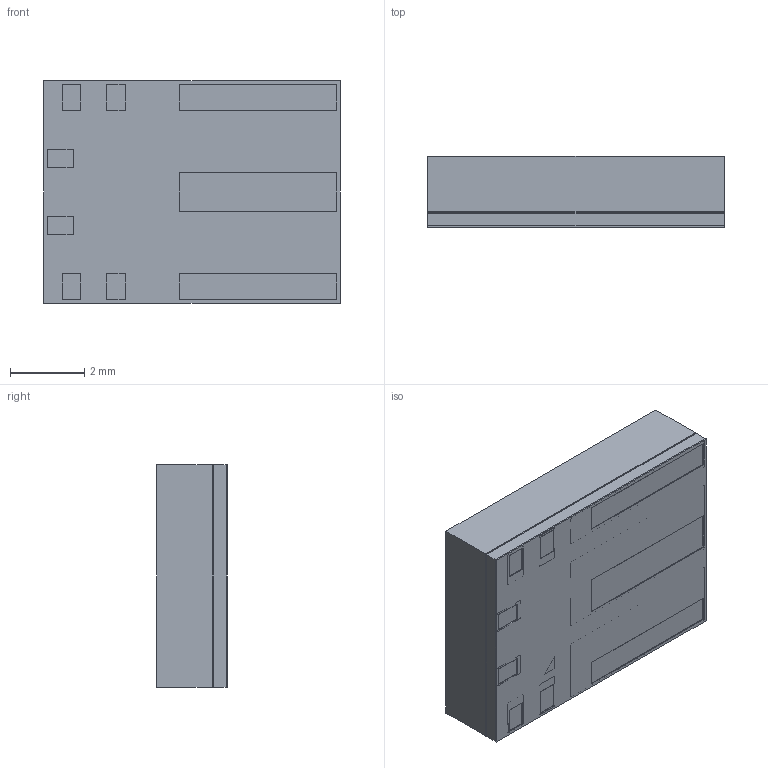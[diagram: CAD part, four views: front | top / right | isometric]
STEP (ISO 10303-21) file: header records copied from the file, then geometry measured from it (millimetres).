
FILE_DESCRIPTION((''),'2;1');
FILE_NAME('MOF0009A_ASM','2014-06-20T',('a0412025'),(''),'PRO/ENGINEER BY PARAMETRIC TECHNOLOGY CORPORATION, 2011490','PRO/ENGINEER BY PARAMETRIC TECHNOLOGY CORPORATION, 2011490','');
FILE_SCHEMA(('AUTOMOTIVE_DESIGN_CC2 { 1 2 10303 214 -1 1 5 2 }'));
Length unit declared in the file: millimetre
Products named in the file (7): METAL-LAYER4; SMASK-BTM; SUBSTRATE-GAN5200; METAL-LAYER1; SMASK-TOP; MOLD-SIPMOD; MOF0009A_ASM
Assembly tree (6 placements, depth 2):
  MOF0009A_ASM
    METAL-LAYER4
    SMASK-BTM
    SUBSTRATE-GAN5200
    METAL-LAYER1
    SMASK-TOP
    MOLD-SIPMOD
Bounding box: 8 x 1.91 x 6 mm (x, y, z)
Volume: 91.5 mm3; surface area: 566.6 mm2
Topology: 15 solids, 15 shells, 246 faces, 618 edges, 412 vertices
Faces by surface type: plane 174, cylinder 72
Entity records: 9515 total; most frequent: CARTESIAN_POINT 1289, DIRECTION 1280, ORIENTED_EDGE 1236, PRESENTATION_STYLE_ASSIGNMENT 633, STYLED_ITEM 633, CURVE_STYLE 618, EDGE_CURVE 618, VECTOR 474
